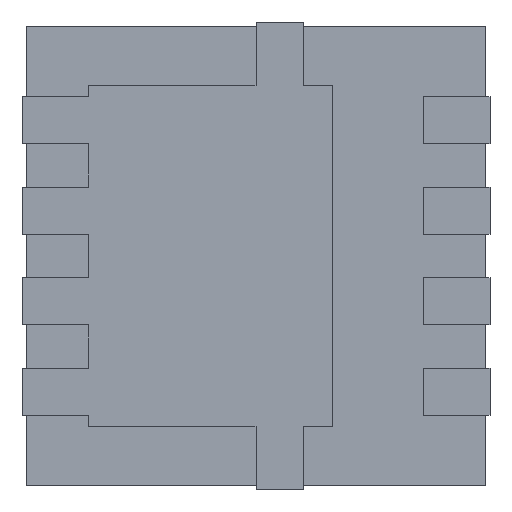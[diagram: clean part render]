
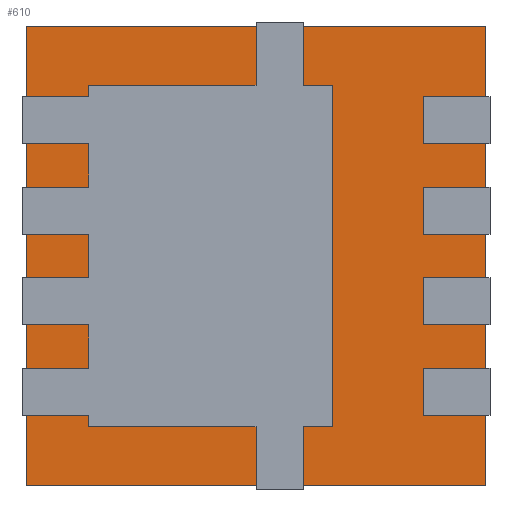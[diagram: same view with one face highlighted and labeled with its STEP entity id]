
A CAD part, front view. The second image highlights one B-rep face of the part: STEP entity #610.
In plain terms, the highlighted planar face has unit normal (0, -1, 0).
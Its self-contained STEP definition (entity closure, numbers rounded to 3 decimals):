
#25 = LINE ( 'NONE', #3003, #2578 ) ;
#53 = ORIENTED_EDGE ( 'NONE', *, *, #1037, .F. ) ;
#140 = PLANE ( 'NONE',  #1738 ) ;
#370 = EDGE_LOOP ( 'NONE', ( #2488, #53, #2815, #1422 ) ) ;
#469 = CARTESIAN_POINT ( 'NONE',  ( -1.65, 0.03, -1.65 ) ) ;
#472 = DIRECTION ( 'NONE',  ( 0., -1., 0. ) ) ;
#595 = VERTEX_POINT ( 'NONE', #1350 ) ;
#610 = ADVANCED_FACE ( 'NONE', ( #666 ), #140, .T. ) ;
#666 = FACE_OUTER_BOUND ( 'NONE', #370, .T. ) ;
#678 = DIRECTION ( 'NONE',  ( 0., 0., -1. ) ) ;
#681 = CARTESIAN_POINT ( 'NONE',  ( -1.65, 0.03, -1.65 ) ) ;
#698 = EDGE_CURVE ( 'NONE', #1663, #595, #744, .T. ) ;
#744 = LINE ( 'NONE', #1365, #1977 ) ;
#914 = VERTEX_POINT ( 'NONE', #1700 ) ;
#1037 = EDGE_CURVE ( 'NONE', #914, #1663, #1609, .T. ) ;
#1055 = VERTEX_POINT ( 'NONE', #681 ) ;
#1350 = CARTESIAN_POINT ( 'NONE',  ( 1.65, 0.03, -1.65 ) ) ;
#1365 = CARTESIAN_POINT ( 'NONE',  ( 1.65, 0.03, 1.65 ) ) ;
#1422 = ORIENTED_EDGE ( 'NONE', *, *, #2037, .F. ) ;
#1496 = CARTESIAN_POINT ( 'NONE',  ( 1.65, 0.03, 1.65 ) ) ;
#1609 = LINE ( 'NONE', #2332, #2377 ) ;
#1663 = VERTEX_POINT ( 'NONE', #1496 ) ;
#1700 = CARTESIAN_POINT ( 'NONE',  ( -1.65, 0.03, 1.65 ) ) ;
#1738 = AXIS2_PLACEMENT_3D ( 'NONE', #2076, #472, #678 ) ;
#1977 = VECTOR ( 'NONE', #2303, 1000. ) ;
#2037 = EDGE_CURVE ( 'NONE', #595, #1055, #2570, .T. ) ;
#2076 = CARTESIAN_POINT ( 'NONE',  ( 1.65, 0.03, -1.65 ) ) ;
#2190 = EDGE_CURVE ( 'NONE', #1055, #914, #25, .T. ) ;
#2303 = DIRECTION ( 'NONE',  ( 0., 0., -1. ) ) ;
#2310 = DIRECTION ( 'NONE',  ( 1., 0., 0. ) ) ;
#2330 = DIRECTION ( 'NONE',  ( 0., 0., 1. ) ) ;
#2332 = CARTESIAN_POINT ( 'NONE',  ( -1.65, 0.03, 1.65 ) ) ;
#2369 = DIRECTION ( 'NONE',  ( -1., 0., 0. ) ) ;
#2377 = VECTOR ( 'NONE', #2310, 1000. ) ;
#2477 = VECTOR ( 'NONE', #2369, 1000. ) ;
#2488 = ORIENTED_EDGE ( 'NONE', *, *, #698, .F. ) ;
#2570 = LINE ( 'NONE', #469, #2477 ) ;
#2578 = VECTOR ( 'NONE', #2330, 1000. ) ;
#2815 = ORIENTED_EDGE ( 'NONE', *, *, #2190, .F. ) ;
#3003 = CARTESIAN_POINT ( 'NONE',  ( -1.65, 0.03, 1.65 ) ) ;
